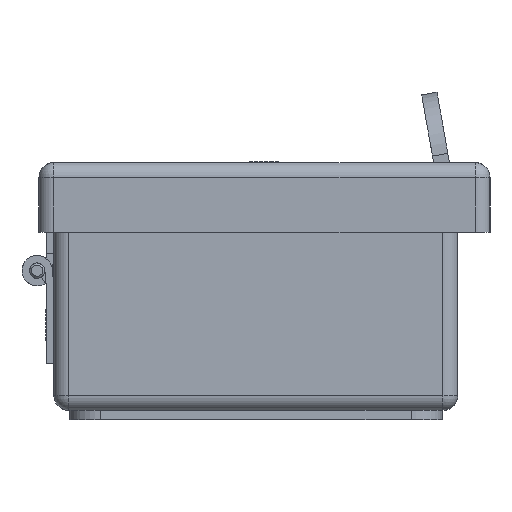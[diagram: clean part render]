
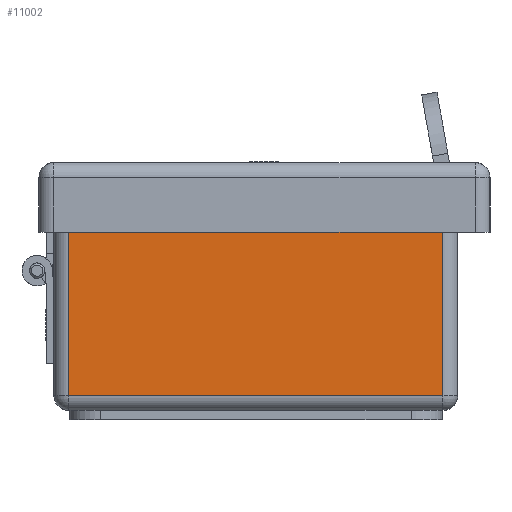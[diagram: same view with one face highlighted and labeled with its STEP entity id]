
A CAD part, left-side view. The second image highlights one B-rep face of the part: STEP entity #11002.
In plain terms, the highlighted planar face has unit normal (-1, 0, 0).
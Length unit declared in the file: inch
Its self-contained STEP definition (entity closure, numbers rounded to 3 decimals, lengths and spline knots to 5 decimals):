
#167 = VECTOR ( 'NONE', #1447, 39.37008 ) ;
#1447 = DIRECTION ( 'NONE',  ( 0., 0., -1. ) ) ;
#2602 = CARTESIAN_POINT ( 'NONE',  ( -3.3752, 3.25, 0.12008 ) ) ;
#2635 = EDGE_CURVE ( 'NONE', #20682, #10567, #12205, .T. ) ;
#2725 = LINE ( 'NONE', #2602, #9888 ) ;
#3137 = CARTESIAN_POINT ( 'NONE',  ( -3.3752, 3.12992, 0.12008 ) ) ;
#3714 = ORIENTED_EDGE ( 'NONE', *, *, #2635, .T. ) ;
#3817 = LINE ( 'NONE', #18794, #167 ) ;
#5082 = ORIENTED_EDGE ( 'NONE', *, *, #20070, .T. ) ;
#6862 = DIRECTION ( 'NONE',  ( 1., 0., 0. ) ) ;
#7276 = CARTESIAN_POINT ( 'NONE',  ( -3.3752, 3.25, 0. ) ) ;
#8136 = DIRECTION ( 'NONE',  ( 0., 0., 1. ) ) ;
#9696 = CARTESIAN_POINT ( 'NONE',  ( -3.3752, 3.25, 1.8752 ) ) ;
#9888 = VECTOR ( 'NONE', #21652, 39.37008 ) ;
#10567 = VERTEX_POINT ( 'NONE', #23989 ) ;
#11002 = ADVANCED_FACE ( 'NONE', ( #17503 ), #17791, .F. ) ;
#11426 = VECTOR ( 'NONE', #24225, 39.37008 ) ;
#12041 = ORIENTED_EDGE ( 'NONE', *, *, #25950, .T. ) ;
#12205 = LINE ( 'NONE', #20485, #18920 ) ;
#13432 = LINE ( 'NONE', #9696, #11426 ) ;
#13612 = CARTESIAN_POINT ( 'NONE',  ( -3.3752, 0.12008, 0.12008 ) ) ;
#15225 = EDGE_CURVE ( 'NONE', #15813, #19486, #3817, .T. ) ;
#15813 = VERTEX_POINT ( 'NONE', #20109 ) ;
#17503 = FACE_OUTER_BOUND ( 'NONE', #18653, .T. ) ;
#17791 = PLANE ( 'NONE',  #18477 ) ;
#18477 = AXIS2_PLACEMENT_3D ( 'NONE', #7276, #6862, #20027 ) ;
#18653 = EDGE_LOOP ( 'NONE', ( #5082, #3714, #12041, #25297 ) ) ;
#18794 = CARTESIAN_POINT ( 'NONE',  ( -3.3752, 3.12992, 0. ) ) ;
#18920 = VECTOR ( 'NONE', #8136, 39.37008 ) ;
#19486 = VERTEX_POINT ( 'NONE', #3137 ) ;
#20027 = DIRECTION ( 'NONE',  ( 0., -1., 0. ) ) ;
#20070 = EDGE_CURVE ( 'NONE', #19486, #20682, #2725, .T. ) ;
#20109 = CARTESIAN_POINT ( 'NONE',  ( -3.3752, 3.12992, 1.8752 ) ) ;
#20485 = CARTESIAN_POINT ( 'NONE',  ( -3.3752, 0.12008, 0. ) ) ;
#20682 = VERTEX_POINT ( 'NONE', #13612 ) ;
#21652 = DIRECTION ( 'NONE',  ( 0., -1., 0. ) ) ;
#23989 = CARTESIAN_POINT ( 'NONE',  ( -3.3752, 0.12008, 1.8752 ) ) ;
#24225 = DIRECTION ( 'NONE',  ( 0., 1., 0. ) ) ;
#25297 = ORIENTED_EDGE ( 'NONE', *, *, #15225, .T. ) ;
#25950 = EDGE_CURVE ( 'NONE', #10567, #15813, #13432, .T. ) ;
